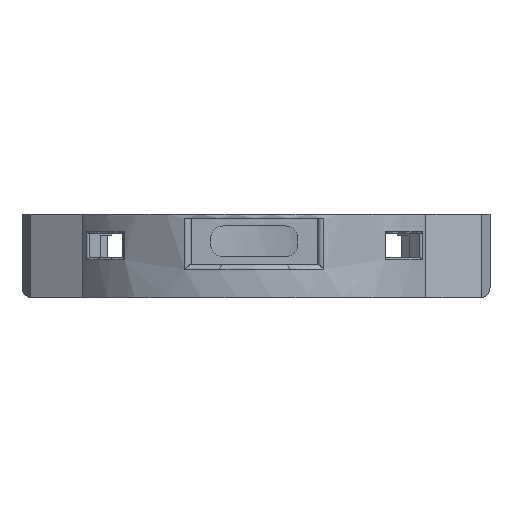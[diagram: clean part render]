
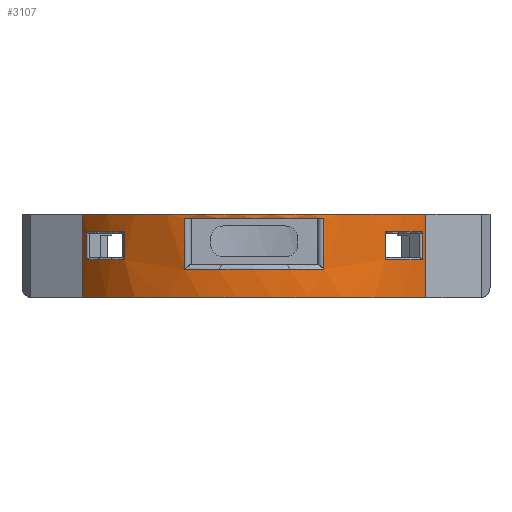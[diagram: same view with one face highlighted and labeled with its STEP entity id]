
A CAD part, front view. The second image highlights one B-rep face of the part: STEP entity #3107.
In plain terms, the highlighted cylindrical face has radius 21.8 mm (diameter 43.6 mm), a partial arc.
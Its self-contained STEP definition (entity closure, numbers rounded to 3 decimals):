
#65=FACE_BOUND('',#434,.T.);
#66=FACE_BOUND('',#435,.T.);
#67=FACE_BOUND('',#436,.T.);
#264=FACE_OUTER_BOUND('',#433,.T.);
#433=EDGE_LOOP('',(#2565,#2566,#2567,#2568));
#434=EDGE_LOOP('',(#2569,#2570,#2571,#2572));
#435=EDGE_LOOP('',(#2573,#2574,#2575,#2576));
#436=EDGE_LOOP('',(#2577,#2578,#2579,#2580));
#629=LINE('',#4884,#921);
#638=LINE('',#4905,#930);
#639=LINE('',#4927,#931);
#697=LINE('',#5100,#989);
#714=LINE('',#5180,#1006);
#715=LINE('',#5184,#1007);
#716=LINE('',#5190,#1008);
#717=LINE('',#5193,#1009);
#921=VECTOR('',#3867,10.);
#930=VECTOR('',#3890,10.);
#931=VECTOR('',#3895,10.);
#989=VECTOR('',#4057,10.);
#1006=VECTOR('',#4108,10.);
#1007=VECTOR('',#4111,10.);
#1008=VECTOR('',#4116,10.);
#1009=VECTOR('',#4119,10.);
#1153=CIRCLE('',#3302,21.8);
#1167=CIRCLE('',#3327,21.8);
#1169=CIRCLE('',#3333,21.8);
#1176=CIRCLE('',#3346,21.8);
#1198=CIRCLE('',#3393,21.8);
#1199=CIRCLE('',#3394,21.8);
#1200=CIRCLE('',#3395,21.8);
#1201=CIRCLE('',#3396,21.8);
#1372=VERTEX_POINT('',#4837);
#1373=VERTEX_POINT('',#4839);
#1388=VERTEX_POINT('',#4882);
#1392=VERTEX_POINT('',#4902);
#1393=VERTEX_POINT('',#4904);
#1395=VERTEX_POINT('',#4925);
#1396=VERTEX_POINT('',#4926);
#1419=VERTEX_POINT('',#5007);
#1466=VERTEX_POINT('',#5178);
#1467=VERTEX_POINT('',#5179);
#1468=VERTEX_POINT('',#5181);
#1469=VERTEX_POINT('',#5183);
#1470=VERTEX_POINT('',#5186);
#1471=VERTEX_POINT('',#5187);
#1472=VERTEX_POINT('',#5189);
#1473=VERTEX_POINT('',#5191);
#1717=EDGE_CURVE('',#1372,#1373,#1153,.F.);
#1743=EDGE_CURVE('',#1388,#1372,#629,.F.);
#1753=EDGE_CURVE('',#1392,#1393,#638,.T.);
#1756=EDGE_CURVE('',#1395,#1396,#639,.T.);
#1761=EDGE_CURVE('',#1393,#1395,#1167,.T.);
#1770=EDGE_CURVE('',#1392,#1396,#1169,.T.);
#1791=EDGE_CURVE('',#1388,#1419,#1176,.T.);
#1838=EDGE_CURVE('',#1419,#1373,#697,.T.);
#1867=EDGE_CURVE('',#1466,#1467,#714,.T.);
#1868=EDGE_CURVE('',#1468,#1466,#1198,.T.);
#1869=EDGE_CURVE('',#1469,#1468,#715,.T.);
#1870=EDGE_CURVE('',#1467,#1469,#1199,.T.);
#1871=EDGE_CURVE('',#1470,#1471,#1200,.T.);
#1872=EDGE_CURVE('',#1472,#1470,#716,.T.);
#1873=EDGE_CURVE('',#1473,#1472,#1201,.T.);
#1874=EDGE_CURVE('',#1471,#1473,#717,.T.);
#2565=ORIENTED_EDGE('',*,*,#1838,.T.);
#2566=ORIENTED_EDGE('',*,*,#1717,.F.);
#2567=ORIENTED_EDGE('',*,*,#1743,.F.);
#2568=ORIENTED_EDGE('',*,*,#1791,.T.);
#2569=ORIENTED_EDGE('',*,*,#1770,.T.);
#2570=ORIENTED_EDGE('',*,*,#1756,.F.);
#2571=ORIENTED_EDGE('',*,*,#1761,.F.);
#2572=ORIENTED_EDGE('',*,*,#1753,.F.);
#2573=ORIENTED_EDGE('',*,*,#1867,.F.);
#2574=ORIENTED_EDGE('',*,*,#1868,.F.);
#2575=ORIENTED_EDGE('',*,*,#1869,.F.);
#2576=ORIENTED_EDGE('',*,*,#1870,.F.);
#2577=ORIENTED_EDGE('',*,*,#1871,.F.);
#2578=ORIENTED_EDGE('',*,*,#1872,.F.);
#2579=ORIENTED_EDGE('',*,*,#1873,.F.);
#2580=ORIENTED_EDGE('',*,*,#1874,.F.);
#2991=CYLINDRICAL_SURFACE('',#3392,21.8);
#3107=ADVANCED_FACE('',(#264,#65,#66,#67),#2991,.T.);
#3302=AXIS2_PLACEMENT_3D('',#4840,#3825,#3826);
#3327=AXIS2_PLACEMENT_3D('',#4949,#3903,#3904);
#3333=AXIS2_PLACEMENT_3D('',#4966,#3922,#3923);
#3346=AXIS2_PLACEMENT_3D('',#5009,#3962,#3963);
#3392=AXIS2_PLACEMENT_3D('',#5177,#4106,#4107);
#3393=AXIS2_PLACEMENT_3D('',#5182,#4109,#4110);
#3394=AXIS2_PLACEMENT_3D('',#5185,#4112,#4113);
#3395=AXIS2_PLACEMENT_3D('',#5188,#4114,#4115);
#3396=AXIS2_PLACEMENT_3D('',#5192,#4117,#4118);
#3825=DIRECTION('center_axis',(0.,0.,-1.));
#3826=DIRECTION('ref_axis',(-0.886,-0.464,0.));
#3867=DIRECTION('',(0.,0.,-1.));
#3890=DIRECTION('',(0.,0.,-1.));
#3895=DIRECTION('',(0.,0.,1.));
#3903=DIRECTION('center_axis',(0.,0.,1.));
#3904=DIRECTION('ref_axis',(0.,-1.,0.));
#3922=DIRECTION('center_axis',(0.,0.,1.));
#3923=DIRECTION('ref_axis',(-0.886,-0.464,0.));
#3962=DIRECTION('center_axis',(0.,0.,1.));
#3963=DIRECTION('ref_axis',(-0.886,-0.464,0.));
#4057=DIRECTION('',(0.,0.,1.));
#4106=DIRECTION('center_axis',(0.,0.,1.));
#4107=DIRECTION('ref_axis',(-0.886,-0.464,0.));
#4108=DIRECTION('',(0.,0.,-1.));
#4109=DIRECTION('center_axis',(0.,0.,
-1.));
#4110=DIRECTION('ref_axis',(0.71,-0.704,0.));
#4111=DIRECTION('',(0.,0.,1.));
#4112=DIRECTION('center_axis',(0.,0.,
1.));
#4113=DIRECTION('ref_axis',(0.71,-0.704,0.));
#4114=DIRECTION('center_axis',(0.,0.,
-1.));
#4115=DIRECTION('ref_axis',(-0.707,-0.707,0.));
#4116=DIRECTION('',(0.,0.,1.));
#4117=DIRECTION('center_axis',(0.,0.,
1.));
#4118=DIRECTION('ref_axis',(-0.707,-0.707,0.));
#4119=DIRECTION('',(0.,0.,-1.));
#4837=CARTESIAN_POINT('',(109.378,-96.372,6.6));
#4839=CARTESIAN_POINT('',(144.637,-96.351,6.6));
#4840=CARTESIAN_POINT('Origin',(127.,-83.537,6.6));
#4882=CARTESIAN_POINT('',(109.378,-96.372,-1.95));
#4884=CARTESIAN_POINT('',(109.378,-96.372,1.6));
#4902=CARTESIAN_POINT('',(119.836,-104.127,6.21));
#4904=CARTESIAN_POINT('',(119.836,-104.127,0.95));
#4905=CARTESIAN_POINT('',(119.836,-104.127,1.6));
#4925=CARTESIAN_POINT('',(134.164,-104.127,0.95));
#4926=CARTESIAN_POINT('',(134.164,-104.127,6.21));
#4927=CARTESIAN_POINT('',(134.164,-104.127,1.6));
#4949=CARTESIAN_POINT('Origin',(127.,-83.537,0.95));
#4966=CARTESIAN_POINT('Origin',(127.,-83.537,6.21));
#5007=CARTESIAN_POINT('',(144.637,-96.351,-1.95));
#5009=CARTESIAN_POINT('Origin',(127.,-83.537,-1.95));
#5100=CARTESIAN_POINT('',(144.637,-96.351,1.6));
#5177=CARTESIAN_POINT('Origin',(127.,-83.537,1.6));
#5178=CARTESIAN_POINT('',(140.445,-100.698,4.825));
#5179=CARTESIAN_POINT('',(140.445,-100.698,1.925));
#5180=CARTESIAN_POINT('',(140.445,-100.698,1.6));
#5181=CARTESIAN_POINT('',(144.281,-96.826,4.825));
#5182=CARTESIAN_POINT('Origin',(127.,-83.537,4.825));
#5183=CARTESIAN_POINT('',(144.281,-96.826,1.925));
#5184=CARTESIAN_POINT('',(144.281,-96.826,1.6));
#5185=CARTESIAN_POINT('Origin',(127.,-83.537,1.925));
#5186=CARTESIAN_POINT('',(113.643,-100.766,4.825));
#5187=CARTESIAN_POINT('',(109.787,-96.914,4.825));
#5188=CARTESIAN_POINT('Origin',(127.,-83.537,4.825));
#5189=CARTESIAN_POINT('',(113.643,-100.766,1.925));
#5190=CARTESIAN_POINT('',(113.643,-100.766,1.6));
#5191=CARTESIAN_POINT('',(109.787,-96.914,1.925));
#5192=CARTESIAN_POINT('Origin',(127.,-83.537,1.925));
#5193=CARTESIAN_POINT('',(109.787,-96.914,1.6));
